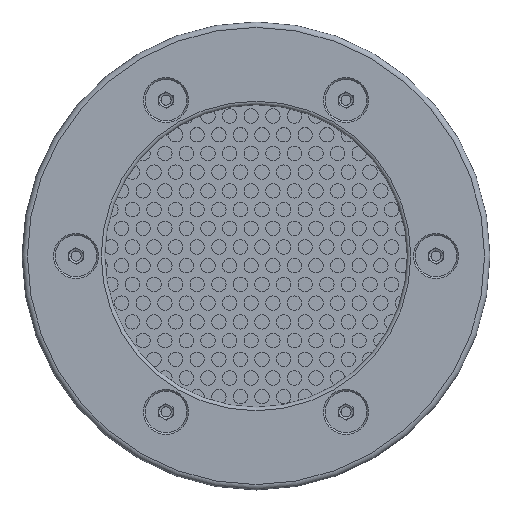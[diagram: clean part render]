
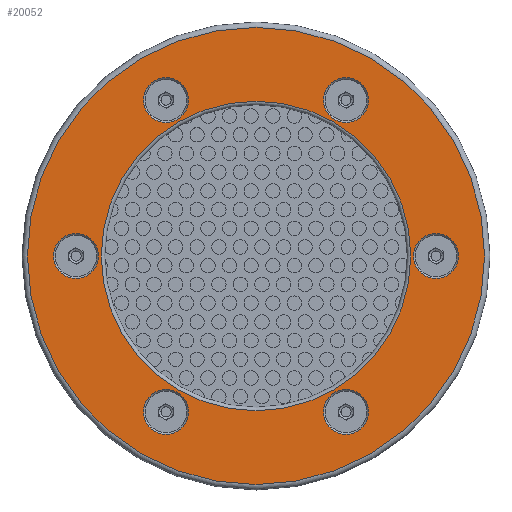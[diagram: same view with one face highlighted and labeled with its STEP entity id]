
A CAD part, top view. The second image highlights one B-rep face of the part: STEP entity #20052.
In plain terms, the highlighted planar face has unit normal (0, 0, 1).
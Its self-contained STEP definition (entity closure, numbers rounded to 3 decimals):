
#48 = CIRCLE ( 'NONE', #9452, 6.25 ) ;
#487 = ORIENTED_EDGE ( 'NONE', *, *, #2182, .F. ) ;
#1195 = VERTEX_POINT ( 'NONE', #12256 ) ;
#1551 = FACE_BOUND ( 'NONE', #12030, .T. ) ;
#1785 = FACE_BOUND ( 'NONE', #14387, .T. ) ;
#2014 = EDGE_CURVE ( 'NONE', #18351, #18351, #13631, .T. ) ;
#2182 = EDGE_CURVE ( 'NONE', #21872, #21872, #48, .T. ) ;
#2226 = ORIENTED_EDGE ( 'NONE', *, *, #19720, .T. ) ;
#2242 = DIRECTION ( 'NONE',  ( 0., 0., -1. ) ) ;
#2471 = ORIENTED_EDGE ( 'NONE', *, *, #9560, .T. ) ;
#2600 = CARTESIAN_POINT ( 'NONE',  ( 21.5, 37.239, 23. ) ) ;
#4360 = VERTEX_POINT ( 'NONE', #2600 ) ;
#4634 = AXIS2_PLACEMENT_3D ( 'NONE', #12719, #2242, #5761 ) ;
#5176 = AXIS2_PLACEMENT_3D ( 'NONE', #13772, #13891, #21080 ) ;
#5201 = FACE_BOUND ( 'NONE', #9395, .T. ) ;
#5319 = DIRECTION ( 'NONE',  ( 0., 0., 1. ) ) ;
#5341 = CARTESIAN_POINT ( 'NONE',  ( -46.875, 5.413, 23. ) ) ;
#5420 = ORIENTED_EDGE ( 'NONE', *, *, #15223, .F. ) ;
#5473 = EDGE_LOOP ( 'NONE', ( #18247 ) ) ;
#5761 = DIRECTION ( 'NONE',  ( 0.5, 0.866, 0. ) ) ;
#6483 = AXIS2_PLACEMENT_3D ( 'NONE', #19899, #18243, #16346 ) ;
#6629 = EDGE_CURVE ( 'NONE', #21095, #21095, #8227, .T. ) ;
#6973 = EDGE_CURVE ( 'NONE', #1195, #1195, #15892, .T. ) ;
#7019 = CARTESIAN_POINT ( 'NONE',  ( -25., -43.301, 23. ) ) ;
#7079 = CARTESIAN_POINT ( 'NONE',  ( 0., 0., 23. ) ) ;
#7262 = CIRCLE ( 'NONE', #4634, 43. ) ;
#7823 = CIRCLE ( 'NONE', #5176, 6.25 ) ;
#8001 = AXIS2_PLACEMENT_3D ( 'NONE', #7019, #18202, #19855 ) ;
#8227 = CIRCLE ( 'NONE', #11982, 6.25 ) ;
#8373 = EDGE_LOOP ( 'NONE', ( #487 ) ) ;
#8717 = FACE_BOUND ( 'NONE', #8373, .T. ) ;
#8824 = FACE_BOUND ( 'NONE', #9091, .T. ) ;
#8951 = DIRECTION ( 'NONE',  ( 0., 0., 1. ) ) ;
#9091 = EDGE_LOOP ( 'NONE', ( #5420 ) ) ;
#9269 = CIRCLE ( 'NONE', #15667, 63.5 ) ;
#9328 = CARTESIAN_POINT ( 'NONE',  ( 25., 43.301, 23. ) ) ;
#9336 = ORIENTED_EDGE ( 'NONE', *, *, #6629, .F. ) ;
#9395 = EDGE_LOOP ( 'NONE', ( #9404 ) ) ;
#9404 = ORIENTED_EDGE ( 'NONE', *, *, #2014, .F. ) ;
#9438 = CARTESIAN_POINT ( 'NONE',  ( 0., 0., 23. ) ) ;
#9452 = AXIS2_PLACEMENT_3D ( 'NONE', #16017, #23081, #14012 ) ;
#9560 = EDGE_CURVE ( 'NONE', #4360, #4360, #7262, .T. ) ;
#9698 = VERTEX_POINT ( 'NONE', #10153 ) ;
#10153 = CARTESIAN_POINT ( 'NONE',  ( 31.75, 54.993, 23. ) ) ;
#11038 = CIRCLE ( 'NONE', #17829, 6.25 ) ;
#11982 = AXIS2_PLACEMENT_3D ( 'NONE', #14373, #5319, #19809 ) ;
#12030 = EDGE_LOOP ( 'NONE', ( #9336 ) ) ;
#12256 = CARTESIAN_POINT ( 'NONE',  ( 53.125, 5.413, 23. ) ) ;
#12719 = CARTESIAN_POINT ( 'NONE',  ( 0., 0., 23. ) ) ;
#13631 = CIRCLE ( 'NONE', #8001, 6.25 ) ;
#13772 = CARTESIAN_POINT ( 'NONE',  ( -50., 0., 23. ) ) ;
#13891 = DIRECTION ( 'NONE',  ( 0., 0., 1. ) ) ;
#14012 = DIRECTION ( 'NONE',  ( 0.5, 0.866, 0. ) ) ;
#14021 = CARTESIAN_POINT ( 'NONE',  ( -21.875, 48.714, 23. ) ) ;
#14046 = VERTEX_POINT ( 'NONE', #5341 ) ;
#14131 = FACE_BOUND ( 'NONE', #5473, .T. ) ;
#14373 = CARTESIAN_POINT ( 'NONE',  ( -25., 43.301, 23. ) ) ;
#14387 = EDGE_LOOP ( 'NONE', ( #2471 ) ) ;
#14553 = ORIENTED_EDGE ( 'NONE', *, *, #17220, .F. ) ;
#14581 = CARTESIAN_POINT ( 'NONE',  ( 28.125, -37.889, 23. ) ) ;
#14669 = VERTEX_POINT ( 'NONE', #18676 ) ;
#14748 = DIRECTION ( 'NONE',  ( 0., 0., 1. ) ) ;
#14854 = DIRECTION ( 'NONE',  ( 0.5, 0.866, 0. ) ) ;
#15223 = EDGE_CURVE ( 'NONE', #14669, #14669, #11038, .T. ) ;
#15667 = AXIS2_PLACEMENT_3D ( 'NONE', #9438, #16618, #14854 ) ;
#15892 = CIRCLE ( 'NONE', #6483, 6.25 ) ;
#16017 = CARTESIAN_POINT ( 'NONE',  ( 25., -43.301, 23. ) ) ;
#16019 = FACE_OUTER_BOUND ( 'NONE', #16234, .T. ) ;
#16137 = DIRECTION ( 'NONE',  ( 0.5, 0.866, 0. ) ) ;
#16234 = EDGE_LOOP ( 'NONE', ( #2226 ) ) ;
#16346 = DIRECTION ( 'NONE',  ( 0.5, 0.866, 0. ) ) ;
#16386 = AXIS2_PLACEMENT_3D ( 'NONE', #7079, #8951, #16137 ) ;
#16618 = DIRECTION ( 'NONE',  ( 0., 0., 1. ) ) ;
#17158 = EDGE_LOOP ( 'NONE', ( #14553 ) ) ;
#17220 = EDGE_CURVE ( 'NONE', #14046, #14046, #7823, .T. ) ;
#17829 = AXIS2_PLACEMENT_3D ( 'NONE', #9328, #14748, #22056 ) ;
#17909 = FACE_BOUND ( 'NONE', #17158, .T. ) ;
#18202 = DIRECTION ( 'NONE',  ( 0., 0., 1. ) ) ;
#18243 = DIRECTION ( 'NONE',  ( 0., 0., 1. ) ) ;
#18247 = ORIENTED_EDGE ( 'NONE', *, *, #6973, .F. ) ;
#18351 = VERTEX_POINT ( 'NONE', #22116 ) ;
#18676 = CARTESIAN_POINT ( 'NONE',  ( 28.125, 48.714, 23. ) ) ;
#19720 = EDGE_CURVE ( 'NONE', #9698, #9698, #9269, .T. ) ;
#19809 = DIRECTION ( 'NONE',  ( 0.5, 0.866, 0. ) ) ;
#19855 = DIRECTION ( 'NONE',  ( 0.5, 0.866, 0. ) ) ;
#19899 = CARTESIAN_POINT ( 'NONE',  ( 50., 0., 23. ) ) ;
#20052 = ADVANCED_FACE ( 'NONE', ( #1551, #17909, #5201, #8717, #14131, #8824, #1785, #16019 ), #23212, .T. ) ;
#21080 = DIRECTION ( 'NONE',  ( 0.5, 0.866, 0. ) ) ;
#21095 = VERTEX_POINT ( 'NONE', #14021 ) ;
#21872 = VERTEX_POINT ( 'NONE', #14581 ) ;
#22056 = DIRECTION ( 'NONE',  ( 0.5, 0.866, 0. ) ) ;
#22116 = CARTESIAN_POINT ( 'NONE',  ( -21.875, -37.889, 23. ) ) ;
#23081 = DIRECTION ( 'NONE',  ( 0., 0., 1. ) ) ;
#23212 = PLANE ( 'NONE',  #16386 ) ;
